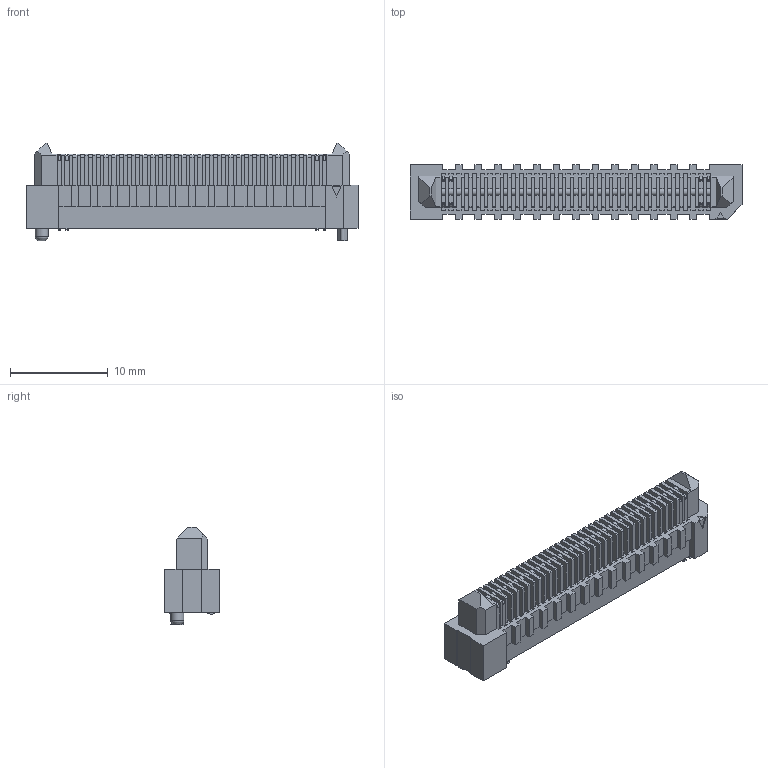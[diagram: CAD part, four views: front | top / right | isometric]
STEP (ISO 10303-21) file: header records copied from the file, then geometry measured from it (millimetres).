
FILE_DESCRIPTION(/* description */ (''),/* implementation_level */ '2;1');
FILE_NAME(/* name */ 'SAMTEC_ERM8-035-05.0-S-DV-K.stp',/* time_stamp */ '2016-12-15T14:59:46+01:00',/* author */ ('jchouvet'),/* organization */ (''),/* preprocessor_version */ 'ST-DEVELOPER v16.1',/* originating_system */ 'AutoCAD Mechanical',/* authorisation */ ' ');
FILE_SCHEMA (('AUTOMOTIVE_DESIGN { 1 0 10303 214 3 1 1 }'));
Length unit declared in the file: millimetre
Products named in the file (1): Product
Bounding box: 34 x 5.6 x 9.97 mm (x, y, z)
Volume: 878.7 mm3; surface area: 1720.2 mm2
Topology: 17 solids, 17 shells, 854 faces, 2414 edges, 1599 vertices
Faces by surface type: plane 722, cylinder 131, bspline 1
Full cylindrical faces by diameter (mm): 1.32 x1
Entity records: 27650 total; most frequent: CARTESIAN_POINT 5375, ORIENTED_EDGE 4826, DIRECTION 4289, EDGE_CURVE 2413, LINE 2147, VECTOR 2147, VERTEX_POINT 1599, AXIS2_PLACEMENT_3D 1071
